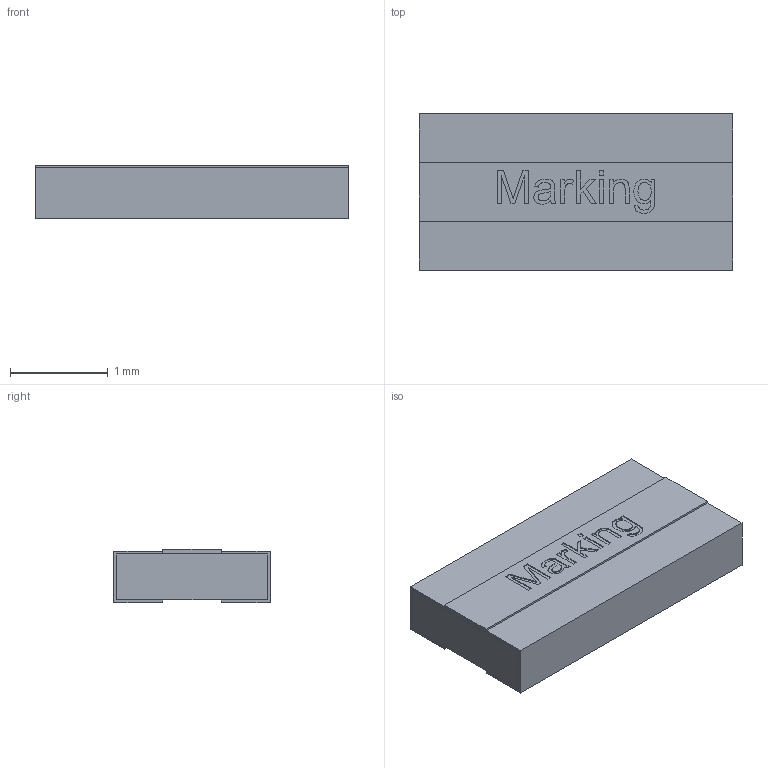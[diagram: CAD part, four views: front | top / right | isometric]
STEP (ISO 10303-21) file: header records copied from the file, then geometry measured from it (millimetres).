
FILE_DESCRIPTION(/* description */ ('Unknown'),/* implementation_level */ '2;1');
FILE_NAME(/* name */ 'WRIS-KWKH_0612',/* time_stamp */ '2018-07-19T15:10:02+02:00',/* author */ ('Unknown'),/* organization */ ('Unknown'),/* preprocessor_version */ 'ST-DEVELOPER v16.7',/* originating_system */ 'DEX',/* authorisation */ $);
FILE_SCHEMA (('AUTOMOTIVE_DESIGN {1 0 10303 214 3 1 1}'));
Length unit declared in the file: millimetre
Products named in the file (4): 0612; Body; Pins; Cover
Assembly tree (3 placements, depth 2):
  0612
    Body
    Pins
    Cover
Bounding box: 3.2 x 1.6 x 0.55 mm (x, y, z)
Volume: 2.7 mm3; surface area: 38 mm2
Topology: 4 solids, 4 shells, 104 faces, 258 edges, 172 vertices
Faces by surface type: plane 88, bspline 16
Entity records: 4212 total; most frequent: CARTESIAN_POINT 1381, ORIENTED_EDGE 514, DIRECTION 317, EDGE_CURVE 257, VERTEX_POINT 172, LINE 133, VECTOR 133, B_SPLINE_CURVE_WITH_KNOTS 124
